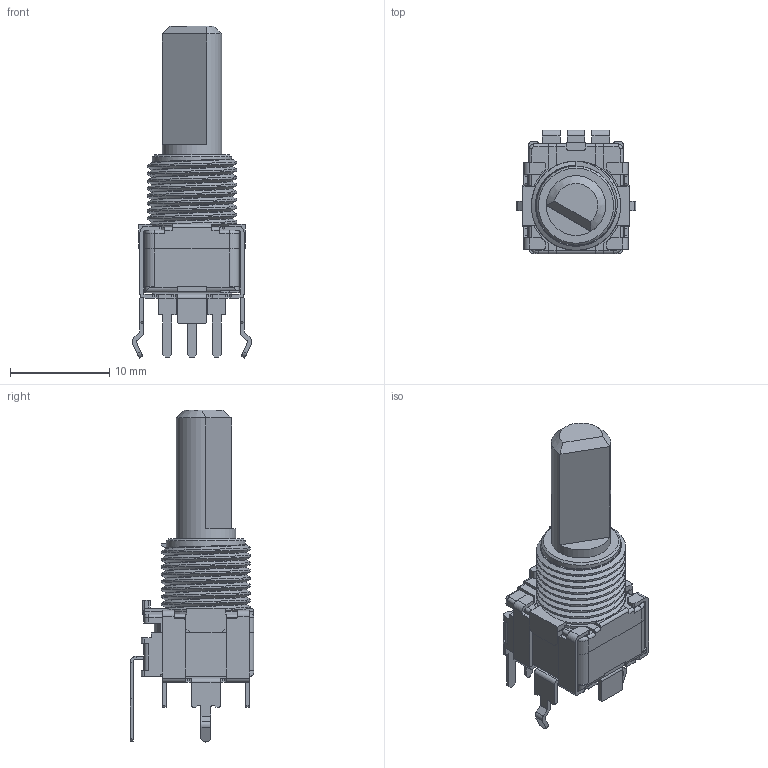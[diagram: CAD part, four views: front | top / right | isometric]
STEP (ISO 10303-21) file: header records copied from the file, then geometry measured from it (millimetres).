
FILE_DESCRIPTION(/* description */ ('STEP AP214'),/* implementation_level */ '2;1');
FILE_NAME(/* name */ 'Potentiometer_Alps_RK09L_Single_Vertical.stp',/* time_stamp */ '2024-08-22T23:15:22+03:00',/* author */ ('mesla'),/* organization */ (''),/* preprocessor_version */ 'ST-DEVELOPER v18',/* originating_system */ 'Autodesk Inventor 2020',/* authorisation */ '');
FILE_SCHEMA (('AUTOMOTIVE_DESIGN { 1 0 10303 214 3 1 1 }'));
Length unit declared in the file: millimetre
Products named in the file (1): Potentiometer_Alps_RK09L_Single_Vertical
Bounding box: 12.1 x 12.5 x 33.5 mm (x, y, z)
Volume: 1495.6 mm3; surface area: 1497.1 mm2
Topology: 1 solids, 1 shells, 412 faces, 1165 edges, 752 vertices
Faces by surface type: plane 252, cylinder 146, bspline 10, cone 2, torus 2
Full cylindrical faces by diameter (mm): 6 x1, 7.98 x1, 9 x8
Entity records: 16794 total; most frequent: CARTESIAN_POINT 5523, ORIENTED_EDGE 2330, DIRECTION 2220, EDGE_CURVE 1165, LINE 816, VECTOR 816, VERTEX_POINT 752, AXIS2_PLACEMENT_3D 702
